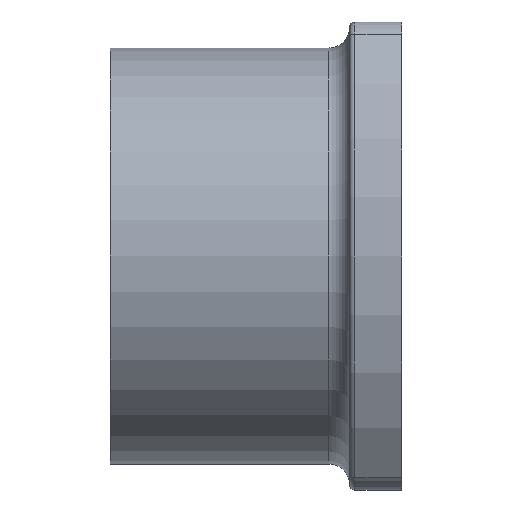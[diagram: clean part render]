
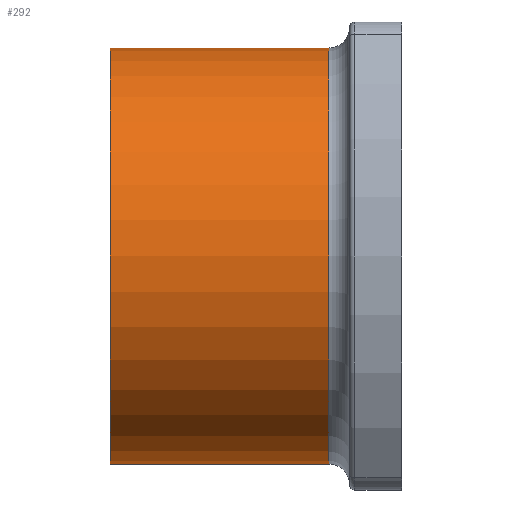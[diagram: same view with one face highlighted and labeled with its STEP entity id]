
A CAD part, left-side view. The second image highlights one B-rep face of the part: STEP entity #292.
In plain terms, the highlighted cylindrical face has radius 20 mm (diameter 40 mm), a full revolution.
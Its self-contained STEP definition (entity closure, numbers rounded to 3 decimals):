
#16 = CARTESIAN_POINT ( 'NONE',  ( 19.938, 16.612, 1.582 ) ) ;
#36 = CARTESIAN_POINT ( 'NONE',  ( 19.989, 19.992, 0.679 ) ) ;
#54 = CARTESIAN_POINT ( 'NONE',  ( 19.93, 19.293, -1.678 ) ) ;
#178 = CARTESIAN_POINT ( 'NONE',  ( 19.994, 15.955, -0.552 ) ) ;
#191 = CARTESIAN_POINT ( 'NONE',  ( 19.896, 17.456, -2.033 ) ) ;
#202 = CARTESIAN_POINT ( 'NONE',  ( 19.93, 16.72, -1.67 ) ) ;
#292 = ADVANCED_FACE ( 'NONE', ( #1672, #339, #1524 ), #1744, .T. ) ;
#299 = CARTESIAN_POINT ( 'NONE',  ( 19.896, 17.454, 2.032 ) ) ;
#301 = EDGE_CURVE ( 'NONE', #1916, #1916, #2865, .T. ) ;
#320 = CARTESIAN_POINT ( 'NONE',  ( 19.889, 17.862, 2.1 ) ) ;
#339 = FACE_OUTER_BOUND ( 'NONE', #2295, .T. ) ;
#390 = EDGE_LOOP ( 'NONE', ( #3026 ) ) ;
#406 = CARTESIAN_POINT ( 'NONE',  ( 19.973, 16.178, 1.053 ) ) ;
#431 = CARTESIAN_POINT ( 'NONE',  ( 19.979, 16.112, 0.93 ) ) ;
#518 = CARTESIAN_POINT ( 'NONE',  ( 19.889, 18.278, -2.1 ) ) ;
#524 = ORIENTED_EDGE ( 'NONE', *, *, #2683, .F. ) ;
#606 = DIRECTION ( 'NONE',  ( 0., 0., 1. ) ) ;
#610 = CARTESIAN_POINT ( 'NONE',  ( 19.917, 16.948, -1.823 ) ) ;
#737 = CARTESIAN_POINT ( 'NONE',  ( 19.916, 19.059, -1.834 ) ) ;
#744 = CARTESIAN_POINT ( 'NONE',  ( 19.952, 19.583, -1.387 ) ) ;
#755 = CARTESIAN_POINT ( 'NONE',  ( 19.973, 19.822, 1.054 ) ) ;
#828 = CIRCLE ( 'NONE', #988, 20. ) ;
#861 = CARTESIAN_POINT ( 'NONE',  ( 19.889, 17.861, -2.1 ) ) ;
#922 = AXIS2_PLACEMENT_3D ( 'NONE', #1816, #2023, #2717 ) ;
#963 = CARTESIAN_POINT ( 'NONE',  ( 19.993, 20.033, -0.542 ) ) ;
#988 = AXIS2_PLACEMENT_3D ( 'NONE', #2181, #2864, #1244 ) ;
#992 = CARTESIAN_POINT ( 'NONE',  ( 19.952, 19.58, 1.39 ) ) ;
#1061 = DIRECTION ( 'NONE',  ( 0., 1., 0. ) ) ;
#1065 = CARTESIAN_POINT ( 'NONE',  ( 0., 7., 20. ) ) ;
#1168 = CARTESIAN_POINT ( 'NONE',  ( 19.917, 16.946, 1.821 ) ) ;
#1198 = CARTESIAN_POINT ( 'NONE',  ( 19.916, 19.055, 1.836 ) ) ;
#1206 = CIRCLE ( 'NONE', #1834, 20. ) ;
#1217 = CARTESIAN_POINT ( 'NONE',  ( 20., 20.1, 0.141 ) ) ;
#1244 = DIRECTION ( 'NONE',  ( 0., 0., 1. ) ) ;
#1313 = CARTESIAN_POINT ( 'NONE',  ( 19.938, 16.612, -1.582 ) ) ;
#1350 = CARTESIAN_POINT ( 'NONE',  ( 19.959, 16.321, -1.291 ) ) ;
#1424 = CARTESIAN_POINT ( 'NONE',  ( 19.93, 19.29, 1.68 ) ) ;
#1442 = CARTESIAN_POINT ( 'NONE',  ( 19.989, 19.993, -0.675 ) ) ;
#1449 = CARTESIAN_POINT ( 'NONE',  ( 19.959, 19.669, 1.282 ) ) ;
#1459 = CARTESIAN_POINT ( 'NONE',  ( 19.973, 19.824, -1.051 ) ) ;
#1524 = FACE_OUTER_BOUND ( 'NONE', #2048, .T. ) ;
#1538 = VERTEX_POINT ( 'NONE', #1065 ) ;
#1545 = CARTESIAN_POINT ( 'NONE',  ( 19.989, 16.007, 0.675 ) ) ;
#1556 = CARTESIAN_POINT ( 'NONE',  ( 19.911, 17.068, -1.887 ) ) ;
#1569 = CARTESIAN_POINT ( 'NONE',  ( 19.952, 16.416, 1.386 ) ) ;
#1583 = CARTESIAN_POINT ( 'NONE',  ( 19.993, 15.967, 0.545 ) ) ;
#1649 = CARTESIAN_POINT ( 'NONE',  ( 19.959, 19.671, -1.279 ) ) ;
#1668 = CARTESIAN_POINT ( 'NONE',  ( 19.896, 18.554, -2.044 ) ) ;
#1672 = FACE_BOUND ( 'NONE', #390, .T. ) ;
#1694 = CARTESIAN_POINT ( 'NONE',  ( 19.891, 17.723, 2.086 ) ) ;
#1744 = CYLINDRICAL_SURFACE ( 'NONE', #922, 20. ) ;
#1787 = CARTESIAN_POINT ( 'NONE',  ( 0., 28., 20. ) ) ;
#1798 = CARTESIAN_POINT ( 'NONE',  ( 20., 15.9, 0.136 ) ) ;
#1816 = CARTESIAN_POINT ( 'NONE',  ( 0., 28., 0. ) ) ;
#1834 = AXIS2_PLACEMENT_3D ( 'NONE', #2012, #1061, #606 ) ;
#1882 = CARTESIAN_POINT ( 'NONE',  ( 19.889, 18.273, 2.1 ) ) ;
#1915 = CARTESIAN_POINT ( 'NONE',  ( 19.979, 19.888, -0.93 ) ) ;
#1916 = VERTEX_POINT ( 'NONE', #2983 ) ;
#2012 = CARTESIAN_POINT ( 'NONE',  ( 0., 28., 0. ) ) ;
#2023 = DIRECTION ( 'NONE',  ( 0., -1., 0. ) ) ;
#2034 = CARTESIAN_POINT ( 'NONE',  ( 19.959, 16.33, 1.28 ) ) ;
#2048 = EDGE_LOOP ( 'NONE', ( #524 ) ) ;
#2105 = CARTESIAN_POINT ( 'NONE',  ( 20., 20.1, -0.137 ) ) ;
#2131 = CARTESIAN_POINT ( 'NONE',  ( 19.911, 17.068, 1.887 ) ) ;
#2181 = CARTESIAN_POINT ( 'NONE',  ( 0., 7., 0. ) ) ;
#2295 = EDGE_LOOP ( 'NONE', ( #2889 ) ) ;
#2352 = CARTESIAN_POINT ( 'NONE',  ( 19.993, 20.032, 0.546 ) ) ;
#2369 = CARTESIAN_POINT ( 'NONE',  ( 19.895, 18.55, 2.045 ) ) ;
#2497 = CARTESIAN_POINT ( 'NONE',  ( 19.901, 17.323, -1.993 ) ) ;
#2511 = CARTESIAN_POINT ( 'NONE',  ( 19.889, 18., -2.1 ) ) ;
#2576 = CARTESIAN_POINT ( 'NONE',  ( 19.93, 16.718, 1.669 ) ) ;
#2606 = EDGE_CURVE ( 'NONE', #1538, #1538, #828, .T. ) ;
#2613 = CARTESIAN_POINT ( 'NONE',  ( 19.979, 19.886, 0.933 ) ) ;
#2622 = CARTESIAN_POINT ( 'NONE',  ( 19.999, 20.086, 0.277 ) ) ;
#2683 = EDGE_CURVE ( 'NONE', #2893, #2893, #1206, .T. ) ;
#2717 = DIRECTION ( 'NONE',  ( 0., 0., -1. ) ) ;
#2831 = CARTESIAN_POINT ( 'NONE',  ( 19.889, 18., -2.1 ) ) ;
#2845 = CARTESIAN_POINT ( 'NONE',  ( 19.901, 17.323, 1.993 ) ) ;
#2858 = CARTESIAN_POINT ( 'NONE',  ( 19.999, 20.087, -0.273 ) ) ;
#2864 = DIRECTION ( 'NONE',  ( 0., 1., 0. ) ) ;
#2865 = B_SPLINE_CURVE_WITH_KNOTS ( 'NONE', 3,
 ( #2511, #861, #2965, #191, #2497, #1556, #610, #202, #1313, #1350, #2994, #178, #2954, #1798, #2980, #1583, #1545, #431, #406, #2034, #1569, #16, #2576, #1168, #2131, #2845, #299, #1694, #320, #1882, #2369, #1198, #1424, #992, #1449, #755, #2613, #36, #2352, #2622, #1217, #2105, #2858, #963, #1442, #1915, #1459, #1649, #744, #54, #737, #1668, #518, #2831 ),
 .UNSPECIFIED., .T., .F.,
 ( 4, 2, 2, 2, 2, 2, 2, 2, 2, 2, 2, 2, 2, 2, 2, 2, 2, 2, 2, 2, 2, 2, 2, 2, 2, 2, 4 ),
 ( 0., 0., 0.001, 0.001, 0.002, 0.002, 0.003, 0.004, 0.004, 0.005, 0.005, 0.005, 0.006, 0.006, 0.007, 0.007, 0.008, 0.009, 0.009, 0.009, 0.01, 0.01, 0.011, 0.011, 0.011, 0.012, 0.013 ),
 .UNSPECIFIED. ) ;
#2889 = ORIENTED_EDGE ( 'NONE', *, *, #2606, .T. ) ;
#2893 = VERTEX_POINT ( 'NONE', #1787 ) ;
#2954 = CARTESIAN_POINT ( 'NONE',  ( 20., 15.9, -0.275 ) ) ;
#2965 = CARTESIAN_POINT ( 'NONE',  ( 19.891, 17.725, -2.086 ) ) ;
#2980 = CARTESIAN_POINT ( 'NONE',  ( 19.999, 15.914, 0.275 ) ) ;
#2983 = CARTESIAN_POINT ( 'NONE',  ( 19.889, 18., -2.1 ) ) ;
#2994 = CARTESIAN_POINT ( 'NONE',  ( 19.974, 16.165, -1.057 ) ) ;
#3026 = ORIENTED_EDGE ( 'NONE', *, *, #301, .T. ) ;
